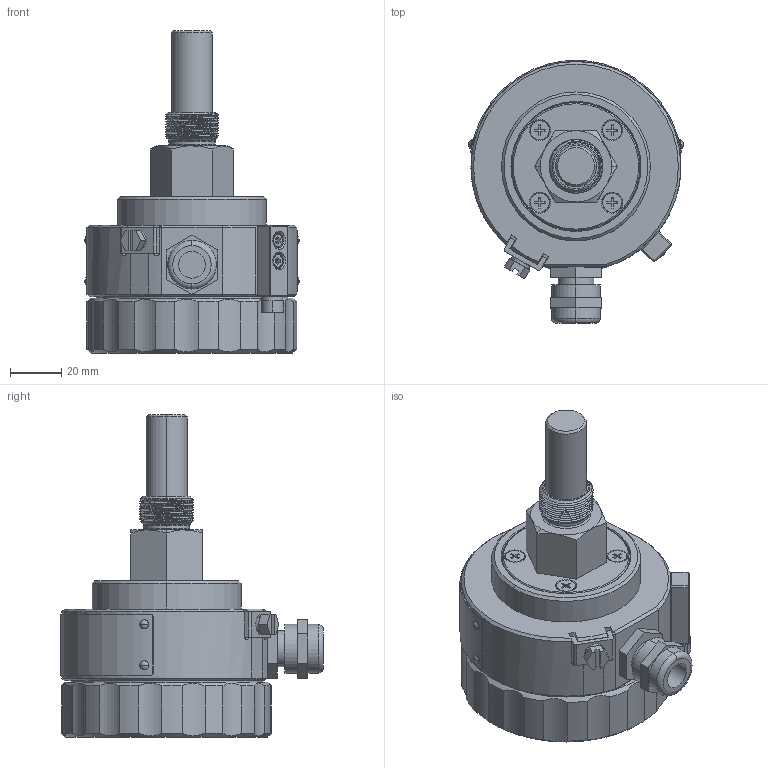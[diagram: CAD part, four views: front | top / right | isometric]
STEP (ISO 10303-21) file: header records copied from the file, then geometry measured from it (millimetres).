
FILE_DESCRIPTION((''),'2;1');
FILE_NAME('HOUSING_1','2019-12-30T14:58:35',('jj'),(''),'CREO PARAMETRIC BY PTC INC, 2018100','CREO PARAMETRIC BY PTC INC, 2018100','');
FILE_SCHEMA(('CONFIG_CONTROL_DESIGN','SHAPE_APPEARANCE_LAYERS_GROUPS'));
Length unit declared in the file: millimetre
Products named in the file (1): HOUSING_1
Bounding box: 83.87 x 102.61 x 125.8 mm (x, y, z)
Volume: 321530 mm3; surface area: 43254.7 mm2
Topology: 1 solids, 6 shells, 456 faces, 1149 edges, 744 vertices
Faces by surface type: plane 205, cylinder 157, cone 58, bspline 22, sphere 8, torus 6
Entity records: 18596 total; most frequent: CARTESIAN_POINT 7713, ORIENTED_EDGE 2274, DIRECTION 2136, EDGE_CURVE 1141, VERTEX_POINT 744, AXIS2_PLACEMENT_3D 742, VECTOR 652, LINE 652
